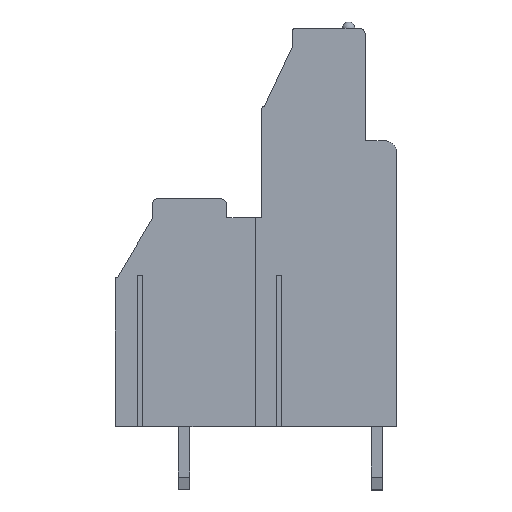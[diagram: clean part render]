
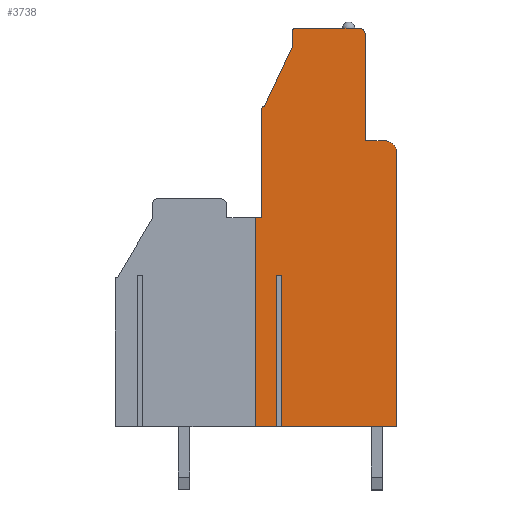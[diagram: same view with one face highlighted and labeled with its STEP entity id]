
A CAD part, top view. The second image highlights one B-rep face of the part: STEP entity #3738.
In plain terms, the highlighted planar face has unit normal (0, 0, 1).
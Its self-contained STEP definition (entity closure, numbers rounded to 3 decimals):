
#13=DIRECTION('',(0.,-1.,0.));
#14=VECTOR('',#13,8.6);
#15=CARTESIAN_POINT('',(-5.15,8.6,12.7));
#16=LINE('',#15,#14);
#17=CARTESIAN_POINT('',(-4.95,8.6,12.7));
#18=DIRECTION('',(0.,0.,1.));
#19=DIRECTION('',(0.,1.,0.));
#20=AXIS2_PLACEMENT_3D('',#17,#18,#19);
#22=DIRECTION('',(-0.424,-0.906,0.));
#23=VECTOR('',#22,5.189);
#24=CARTESIAN_POINT('',(-2.75,13.5,12.7));
#25=LINE('',#24,#23);
#26=DIRECTION('',(0.,-1.,0.));
#27=VECTOR('',#26,1.2);
#28=CARTESIAN_POINT('',(-2.75,14.7,12.7));
#29=LINE('',#28,#27);
#30=CARTESIAN_POINT('',(-2.45,14.7,12.7));
#31=DIRECTION('',(0.,0.,1.));
#32=DIRECTION('',(0.,1.,0.));
#33=AXIS2_PLACEMENT_3D('',#30,#31,#32);
#35=DIRECTION('',(-1.,0.,0.));
#36=VECTOR('',#35,5.);
#37=CARTESIAN_POINT('',(2.55,15.,12.7));
#38=LINE('',#37,#36);
#39=CARTESIAN_POINT('',(2.55,14.5,12.7));
#40=DIRECTION('',(0.,0.,1.));
#41=DIRECTION('',(1.,0.,0.));
#42=AXIS2_PLACEMENT_3D('',#39,#40,#41);
#44=DIRECTION('',(0.,1.,0.));
#45=VECTOR('',#44,8.4);
#46=CARTESIAN_POINT('',(3.05,6.1,12.7));
#47=LINE('',#46,#45);
#48=DIRECTION('',(-1.,0.,0.));
#49=VECTOR('',#48,1.5);
#50=CARTESIAN_POINT('',(4.55,6.1,12.7));
#51=LINE('',#50,#49);
#52=CARTESIAN_POINT('',(4.55,5.1,12.7));
#53=DIRECTION('',(0.,0.,1.));
#54=DIRECTION('',(1.,0.,0.));
#55=AXIS2_PLACEMENT_3D('',#52,#53,#54);
#57=DIRECTION('',(0.,1.,0.));
#58=VECTOR('',#57,21.6);
#59=CARTESIAN_POINT('',(5.55,-16.5,12.7));
#60=LINE('',#59,#58);
#61=DIRECTION('',(0.,1.,0.));
#62=VECTOR('',#61,11.95);
#63=CARTESIAN_POINT('',(-3.56,-16.5,12.7));
#64=LINE('',#63,#62);
#65=DIRECTION('',(-1.,0.,0.));
#66=VECTOR('',#65,0.38);
#67=CARTESIAN_POINT('',(-3.56,-4.55,12.7));
#68=LINE('',#67,#66);
#69=DIRECTION('',(0.,1.,0.));
#70=VECTOR('',#69,11.95);
#71=CARTESIAN_POINT('',(-3.94,-16.5,12.7));
#72=LINE('',#71,#70);
#77=DIRECTION('',(0.,-1.,0.));
#78=VECTOR('',#77,16.5);
#79=CARTESIAN_POINT('',(-5.65,0.,12.7));
#80=LINE('',#79,#78);
#174=DIRECTION('',(1.,0.,0.));
#175=VECTOR('',#174,1.71);
#176=CARTESIAN_POINT('',(-5.65,-16.5,12.7));
#177=LINE('',#176,#175);
#200=DIRECTION('',(1.,0.,0.));
#201=VECTOR('',#200,9.11);
#202=CARTESIAN_POINT('',(-3.56,-16.5,12.7));
#203=LINE('',#202,#201);
#550=DIRECTION('',(-1.,0.,0.));
#551=VECTOR('',#550,0.5);
#552=CARTESIAN_POINT('',(-5.15,0.,12.7));
#553=LINE('',#552,#551);
#2851=CARTESIAN_POINT('',(5.55,-16.5,12.7));
#2852=CARTESIAN_POINT('',(5.55,5.1,12.7));
#2853=VERTEX_POINT('',#2851);
#2854=VERTEX_POINT('',#2852);
#2855=CARTESIAN_POINT('',(4.55,6.1,12.7));
#2856=VERTEX_POINT('',#2855);
#2857=CARTESIAN_POINT('',(3.05,6.1,12.7));
#2858=VERTEX_POINT('',#2857);
#2859=CARTESIAN_POINT('',(3.05,14.5,12.7));
#2860=VERTEX_POINT('',#2859);
#2861=CARTESIAN_POINT('',(2.55,15.,12.7));
#2862=VERTEX_POINT('',#2861);
#2863=CARTESIAN_POINT('',(-2.45,15.,12.7));
#2864=VERTEX_POINT('',#2863);
#2865=CARTESIAN_POINT('',(-2.75,14.7,12.7));
#2866=VERTEX_POINT('',#2865);
#2867=CARTESIAN_POINT('',(-2.75,13.5,12.7));
#2868=VERTEX_POINT('',#2867);
#2869=CARTESIAN_POINT('',(-4.95,8.8,12.7));
#2870=VERTEX_POINT('',#2869);
#2871=CARTESIAN_POINT('',(-5.15,8.6,12.7));
#2872=VERTEX_POINT('',#2871);
#2873=CARTESIAN_POINT('',(-5.15,0.,12.7));
#2874=VERTEX_POINT('',#2873);
#2919=CARTESIAN_POINT('',(-3.56,-4.55,12.7));
#2920=CARTESIAN_POINT('',(-3.94,-4.55,12.7));
#2921=VERTEX_POINT('',#2919);
#2922=VERTEX_POINT('',#2920);
#2923=CARTESIAN_POINT('',(-3.94,-16.5,12.7));
#2924=VERTEX_POINT('',#2923);
#2925=CARTESIAN_POINT('',(-3.56,-16.5,12.7));
#2926=VERTEX_POINT('',#2925);
#3081=CARTESIAN_POINT('',(-5.65,-16.5,12.7));
#3083=VERTEX_POINT('',#3081);
#3085=CARTESIAN_POINT('',(-5.65,0.,12.7));
#3086=VERTEX_POINT('',#3085);
#3695=CARTESIAN_POINT('',(0.,0.,12.7));
#3696=DIRECTION('',(0.,0.,1.));
#3697=DIRECTION('',(1.,0.,0.));
#3698=AXIS2_PLACEMENT_3D('',#3695,#3696,#3697);
#3699=PLANE('',#3698);
#3701=ORIENTED_EDGE('',*,*,#3700,.F.);
#3703=ORIENTED_EDGE('',*,*,#3702,.F.);
#3705=ORIENTED_EDGE('',*,*,#3704,.F.);
#3707=ORIENTED_EDGE('',*,*,#3706,.F.);
#3709=ORIENTED_EDGE('',*,*,#3708,.F.);
#3711=ORIENTED_EDGE('',*,*,#3710,.F.);
#3713=ORIENTED_EDGE('',*,*,#3712,.F.);
#3715=ORIENTED_EDGE('',*,*,#3714,.F.);
#3717=ORIENTED_EDGE('',*,*,#3716,.F.);
#3719=ORIENTED_EDGE('',*,*,#3718,.F.);
#3721=ORIENTED_EDGE('',*,*,#3720,.F.);
#3723=ORIENTED_EDGE('',*,*,#3722,.F.);
#3725=ORIENTED_EDGE('',*,*,#3724,.F.);
#3727=ORIENTED_EDGE('',*,*,#3726,.F.);
#3729=ORIENTED_EDGE('',*,*,#3728,.T.);
#3731=ORIENTED_EDGE('',*,*,#3730,.T.);
#3733=ORIENTED_EDGE('',*,*,#3732,.F.);
#3735=ORIENTED_EDGE('',*,*,#3734,.F.);
#3736=EDGE_LOOP('',(#3701,#3703,#3705,#3707,#3709,#3711,#3713,#3715,#3717,#3719,
#3721,#3723,#3725,#3727,#3729,#3731,#3733,#3735));
#3737=FACE_OUTER_BOUND('',#3736,.F.);
#21=CIRCLE('',#20,0.2);
#34=CIRCLE('',#33,0.3);
#43=CIRCLE('',#42,0.5);
#56=CIRCLE('',#55,1.);
#3700=EDGE_CURVE('',#3086,#3083,#80,.T.);
#3702=EDGE_CURVE('',#2874,#3086,#553,.T.);
#3704=EDGE_CURVE('',#2872,#2874,#16,.T.);
#3706=EDGE_CURVE('',#2870,#2872,#21,.T.);
#3708=EDGE_CURVE('',#2868,#2870,#25,.T.);
#3710=EDGE_CURVE('',#2866,#2868,#29,.T.);
#3712=EDGE_CURVE('',#2864,#2866,#34,.T.);
#3714=EDGE_CURVE('',#2862,#2864,#38,.T.);
#3716=EDGE_CURVE('',#2860,#2862,#43,.T.);
#3718=EDGE_CURVE('',#2858,#2860,#47,.T.);
#3720=EDGE_CURVE('',#2856,#2858,#51,.T.);
#3722=EDGE_CURVE('',#2854,#2856,#56,.T.);
#3724=EDGE_CURVE('',#2853,#2854,#60,.T.);
#3726=EDGE_CURVE('',#2926,#2853,#203,.T.);
#3728=EDGE_CURVE('',#2926,#2921,#64,.T.);
#3730=EDGE_CURVE('',#2921,#2922,#68,.T.);
#3732=EDGE_CURVE('',#2924,#2922,#72,.T.);
#3734=EDGE_CURVE('',#3083,#2924,#177,.T.);
#3738=ADVANCED_FACE('',(#3737),#3699,.T.);
